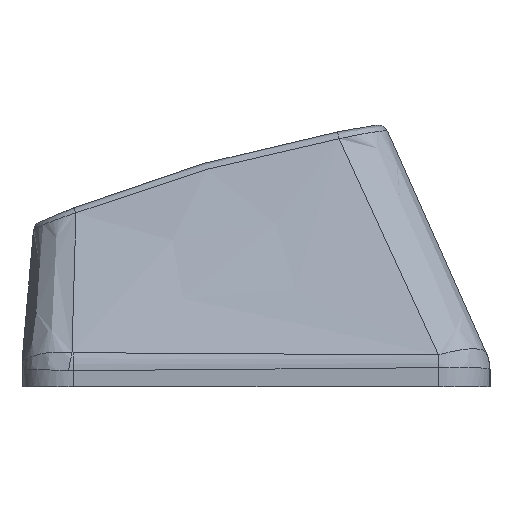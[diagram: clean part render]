
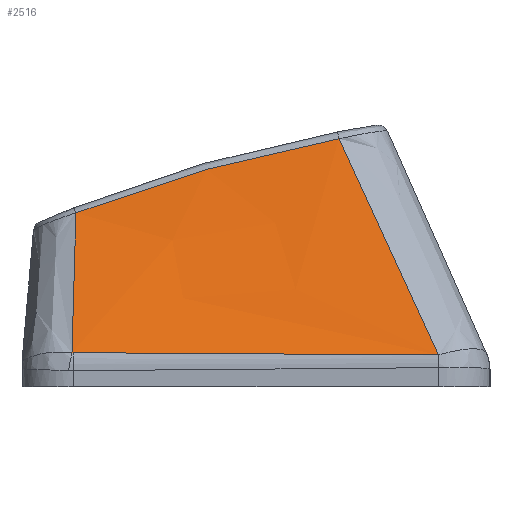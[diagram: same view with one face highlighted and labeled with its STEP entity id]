
A CAD part, left-side view. The second image highlights one B-rep face of the part: STEP entity #2516.
In plain terms, the highlighted free-form (B-spline) face has degree [3, 3] with [4, 4] control points.
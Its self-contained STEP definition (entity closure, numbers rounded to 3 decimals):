
#615=FACE_OUTER_BOUND('',#764,.T.);
#764=EDGE_LOOP('',(#1775,#1776,#1777,#1778,#1779));
#918=B_SPLINE_CURVE_WITH_KNOTS('',3,(#3694,#3695,#3696,#3697),
 .UNSPECIFIED.,.F.,.F.,(4,4),(0.,0.005),.UNSPECIFIED.);
#919=B_SPLINE_CURVE_WITH_KNOTS('',3,(#3717,#3718,#3719,#3720),
 .UNSPECIFIED.,.F.,.F.,(4,4),(-1.416,0.),
 .UNSPECIFIED.);
#935=B_SPLINE_CURVE_WITH_KNOTS('',3,(#4008,#4009,#4010,#4011),
 .UNSPECIFIED.,.F.,.F.,(4,4),(0.038,0.653),
 .UNSPECIFIED.);
#937=B_SPLINE_CURVE_WITH_KNOTS('',3,(#4035,#4036,#4037,#4038),
 .UNSPECIFIED.,.F.,.F.,(4,4),(-0.995,-0.027),
 .UNSPECIFIED.);
#938=B_SPLINE_CURVE_WITH_KNOTS('',3,(#4039,#4040,#4041,#4042),
 .UNSPECIFIED.,.F.,.F.,(4,4),(-1.059,0.),.UNSPECIFIED.);
#1078=VERTEX_POINT('',#3661);
#1080=VERTEX_POINT('',#3692);
#1082=VERTEX_POINT('',#3715);
#1098=VERTEX_POINT('',#4007);
#1099=VERTEX_POINT('',#4034);
#1335=EDGE_CURVE('',#1080,#1078,#918,.T.);
#1337=EDGE_CURVE('',#1082,#1080,#919,.T.);
#1366=EDGE_CURVE('',#1078,#1098,#935,.T.);
#1368=EDGE_CURVE('',#1099,#1082,#937,.T.);
#1369=EDGE_CURVE('',#1098,#1099,#938,.T.);
#1775=ORIENTED_EDGE('',*,*,#1335,.F.);
#1776=ORIENTED_EDGE('',*,*,#1337,.F.);
#1777=ORIENTED_EDGE('',*,*,#1368,.F.);
#1778=ORIENTED_EDGE('',*,*,#1369,.F.);
#1779=ORIENTED_EDGE('',*,*,#1366,.F.);
#2481=B_SPLINE_SURFACE_WITH_KNOTS('',3,3,((#4018,#4019,#4020,#4021),(#4022,
#4023,#4024,#4025),(#4026,#4027,#4028,#4029),(#4030,#4031,#4032,#4033)),
 .UNSPECIFIED.,.F.,.F.,.F.,(4,4),(4,4),(0.107,0.895),
(0.027,0.971),.UNSPECIFIED.);
#2516=ADVANCED_FACE('',(#615),#2481,.T.);
#3661=CARTESIAN_POINT('',(-56.529,7.141,0.333));
#3692=CARTESIAN_POINT('',(-56.532,7.092,0.328));
#3694=CARTESIAN_POINT('Ctrl Pts',(-56.532,7.092,0.328));
#3695=CARTESIAN_POINT('Ctrl Pts',(-56.532,7.108,0.328));
#3696=CARTESIAN_POINT('Ctrl Pts',(-56.531,7.125,0.33));
#3697=CARTESIAN_POINT('Ctrl Pts',(-56.529,7.141,0.333));
#3715=CARTESIAN_POINT('',(-56.623,-7.074,0.238));
#3717=CARTESIAN_POINT('Ctrl Pts',(-56.623,-7.074,0.238));
#3718=CARTESIAN_POINT('Ctrl Pts',(-56.612,-2.354,0.253));
#3719=CARTESIAN_POINT('Ctrl Pts',(-56.602,2.365,0.275));
#3720=CARTESIAN_POINT('Ctrl Pts',(-56.532,7.092,0.328));
#4007=CARTESIAN_POINT('',(-53.71,6.988,5.753));
#4008=CARTESIAN_POINT('Ctrl Pts',(-56.529,7.141,0.333));
#4009=CARTESIAN_POINT('Ctrl Pts',(-55.578,7.069,2.136));
#4010=CARTESIAN_POINT('Ctrl Pts',(-54.638,7.014,3.943));
#4011=CARTESIAN_POINT('Ctrl Pts',(-53.71,6.988,5.753));
#4018=CARTESIAN_POINT('Ctrl Pts',(-56.623,7.139,0.157));
#4019=CARTESIAN_POINT('Ctrl Pts',(-55.644,7.163,2.009));
#4020=CARTESIAN_POINT('Ctrl Pts',(-54.665,7.188,3.861));
#4021=CARTESIAN_POINT('Ctrl Pts',(-53.686,7.213,5.713));
#4022=CARTESIAN_POINT('Ctrl Pts',(-56.623,2.404,0.193));
#4023=CARTESIAN_POINT('Ctrl Pts',(-55.644,2.842,2.483));
#4024=CARTESIAN_POINT('Ctrl Pts',(-54.665,3.279,4.772));
#4025=CARTESIAN_POINT('Ctrl Pts',(-53.686,3.716,7.061));
#4026=CARTESIAN_POINT('Ctrl Pts',(-56.623,-2.334,0.221));
#4027=CARTESIAN_POINT('Ctrl Pts',(-55.644,-1.529,2.835));
#4028=CARTESIAN_POINT('Ctrl Pts',(-54.665,-0.724,
5.449));
#4029=CARTESIAN_POINT('Ctrl Pts',(-53.686,0.081,
8.062));
#4030=CARTESIAN_POINT('Ctrl Pts',(-56.623,-7.074,0.238));
#4031=CARTESIAN_POINT('Ctrl Pts',(-55.644,-5.923,3.058));
#4032=CARTESIAN_POINT('Ctrl Pts',(-54.665,-4.772,5.878));
#4033=CARTESIAN_POINT('Ctrl Pts',(-53.686,-3.62,8.697));
#4034=CARTESIAN_POINT('',(-53.686,-3.216,8.626));
#4035=CARTESIAN_POINT('Ctrl Pts',(-53.686,-3.216,8.626));
#4036=CARTESIAN_POINT('Ctrl Pts',(-54.674,-4.511,5.836));
#4037=CARTESIAN_POINT('Ctrl Pts',(-55.65,-5.795,3.039));
#4038=CARTESIAN_POINT('Ctrl Pts',(-56.623,-7.074,0.238));
#4039=CARTESIAN_POINT('Ctrl Pts',(-53.71,6.988,5.753));
#4040=CARTESIAN_POINT('Ctrl Pts',(-53.699,3.682,7.019));
#4041=CARTESIAN_POINT('Ctrl Pts',(-53.69,0.264,7.991));
#4042=CARTESIAN_POINT('Ctrl Pts',(-53.686,-3.216,8.626));
